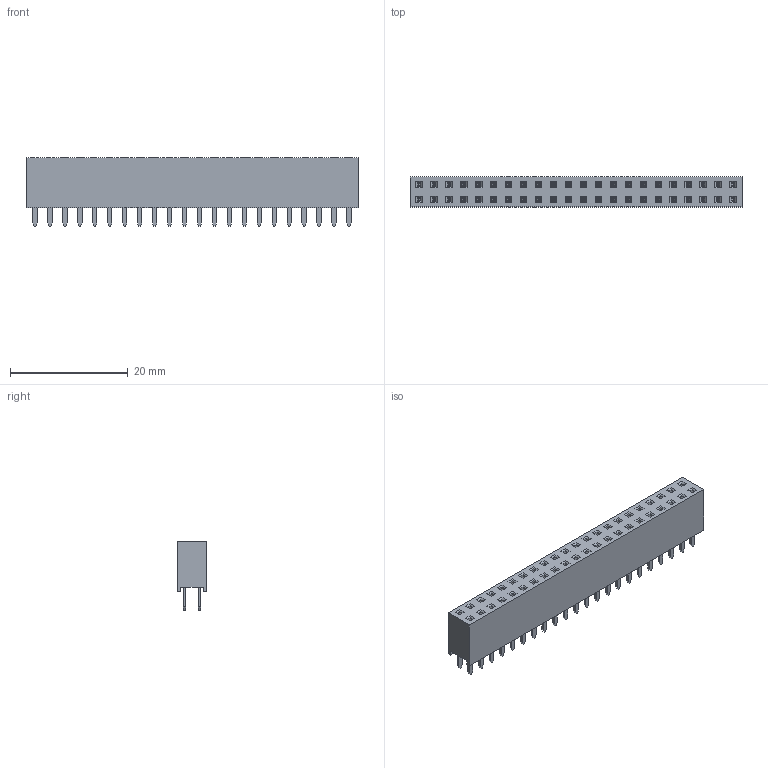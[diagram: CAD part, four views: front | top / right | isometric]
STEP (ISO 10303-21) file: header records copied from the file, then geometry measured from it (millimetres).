
FILE_DESCRIPTION(/* description */ ('Unknown'),/* implementation_level */ '2;1');
FILE_NAME(/* name */ '61304421821',/* time_stamp */ '2022-06-30T08:02:27+02:00',/* author */ ('Unknown'),/* organization */ ('Unknown'),/* preprocessor_version */ 'ST-DEVELOPER v16.7',/* originating_system */ 'Solid Edge',/* authorisation */ 'Unknown');
FILE_SCHEMA (('AUTOMOTIVE_DESIGN {1 0 10303 214 3 1 1}'));
Length unit declared in the file: millimetre
Products named in the file (3): 6130xx21821; 61304421821; 6130xx21821_PIN
Assembly tree (45 placements, depth 2):
  6130xx21821
    61304421821
    6130xx21821_PIN  x44
Bounding box: 56.38 x 5.08 x 11.6 mm (x, y, z)
Volume: 1973.8 mm3; surface area: 4847.4 mm2
Topology: 45 solids, 45 shells, 1814 faces, 4820 edges, 3096 vertices
Faces by surface type: plane 1374, cylinder 264, bspline 88, torus 88
Entity records: 17621 total; most frequent: CARTESIAN_POINT 3108, ORIENTED_EDGE 3010, DIRECTION 2741, EDGE_CURVE 1505, LINE 1483, VECTOR 1483, VERTEX_POINT 944, EDGE_LOOP 657
